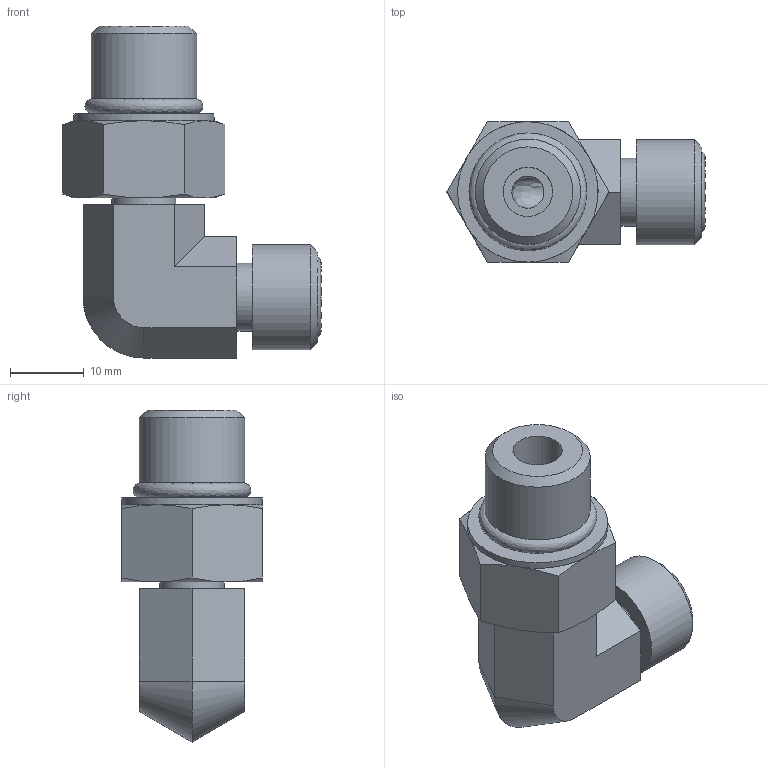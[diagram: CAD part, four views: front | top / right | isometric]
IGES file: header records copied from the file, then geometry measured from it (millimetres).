
Global section: file name: 4-6_C5OLO-S; native system: Autodesk Inventor 2016; preprocessor: unknown; author: ta29392; date: 20170823.092707; units: inch
Bounding box: 35.05 x 19.05 x 45.08 mm (x, y, z)
Volume: 10031.1 mm3; surface area: 5358.3 mm2
Topology: 1 solids, 1 shells, 61 faces, 139 edges, 88 vertices
Faces by surface type: bspline 61
